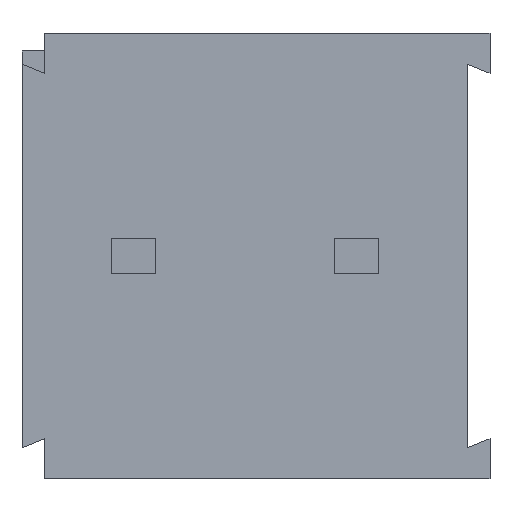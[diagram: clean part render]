
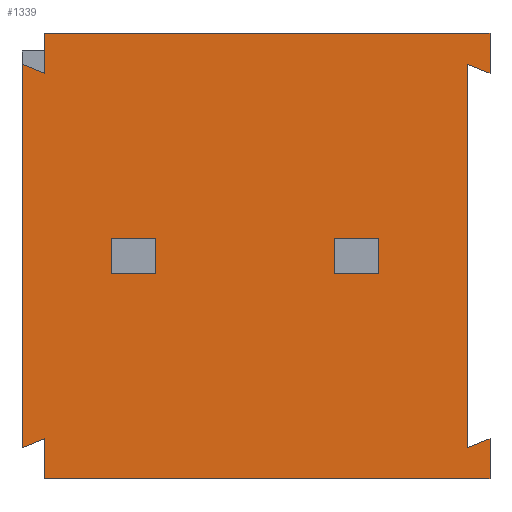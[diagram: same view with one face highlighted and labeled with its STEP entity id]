
A CAD part, front view. The second image highlights one B-rep face of the part: STEP entity #1339.
In plain terms, the highlighted planar face has unit normal (0, -1, 0).
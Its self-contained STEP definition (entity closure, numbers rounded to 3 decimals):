
#142=DIRECTION('',(0.,0.,-1.));
#143=VECTOR('',#142,8.6);
#144=CARTESIAN_POINT('',(-5.,-19.,-0.7));
#145=LINE('',#144,#143);
#310=DIRECTION('',(0.928,0.,0.371));
#311=VECTOR('',#310,0.539);
#312=CARTESIAN_POINT('',(-5.,-19.,-9.3));
#313=LINE('',#312,#311);
#314=DIRECTION('',(-0.928,0.,0.371));
#315=VECTOR('',#314,0.539);
#316=CARTESIAN_POINT('',(-4.5,-19.,-0.9));
#317=LINE('',#316,#315);
#318=DIRECTION('',(0.,0.,-1.));
#319=VECTOR('',#318,0.9);
#320=CARTESIAN_POINT('',(-4.5,-19.,0.));
#321=LINE('',#320,#319);
#322=DIRECTION('',(1.,0.,0.));
#323=VECTOR('',#322,10.);
#324=CARTESIAN_POINT('',(-4.5,-19.,0.));
#325=LINE('',#324,#323);
#326=DIRECTION('',(0.,0.,-1.));
#327=VECTOR('',#326,0.9);
#328=CARTESIAN_POINT('',(5.5,-19.,0.));
#329=LINE('',#328,#327);
#330=DIRECTION('',(-0.928,0.,0.371));
#331=VECTOR('',#330,0.539);
#332=CARTESIAN_POINT('',(5.5,-19.,-0.9));
#333=LINE('',#332,#331);
#334=DIRECTION('',(0.928,0.,0.371));
#335=VECTOR('',#334,0.539);
#336=CARTESIAN_POINT('',(5.,-19.,-9.3));
#337=LINE('',#336,#335);
#338=DIRECTION('',(0.,0.,-1.));
#339=VECTOR('',#338,0.9);
#340=CARTESIAN_POINT('',(5.5,-19.,-9.1));
#341=LINE('',#340,#339);
#342=DIRECTION('',(-1.,0.,0.));
#343=VECTOR('',#342,10.);
#344=CARTESIAN_POINT('',(5.5,-19.,-10.));
#345=LINE('',#344,#343);
#346=DIRECTION('',(0.,0.,1.));
#347=VECTOR('',#346,0.9);
#348=CARTESIAN_POINT('',(-4.5,-19.,-10.));
#349=LINE('',#348,#347);
#350=DIRECTION('',(-1.,0.,0.));
#351=VECTOR('',#350,1.);
#352=CARTESIAN_POINT('',(3.,-19.,-5.4));
#353=LINE('',#352,#351);
#354=DIRECTION('',(0.,0.,1.));
#355=VECTOR('',#354,0.8);
#356=CARTESIAN_POINT('',(3.,-19.,-5.4));
#357=LINE('',#356,#355);
#358=DIRECTION('',(-1.,0.,0.));
#359=VECTOR('',#358,1.);
#360=CARTESIAN_POINT('',(3.,-19.,-4.6));
#361=LINE('',#360,#359);
#362=DIRECTION('',(0.,0.,1.));
#363=VECTOR('',#362,0.8);
#364=CARTESIAN_POINT('',(2.,-19.,-5.4));
#365=LINE('',#364,#363);
#366=DIRECTION('',(-1.,0.,0.));
#367=VECTOR('',#366,1.);
#368=CARTESIAN_POINT('',(-2.,-19.,-5.4));
#369=LINE('',#368,#367);
#370=DIRECTION('',(0.,0.,1.));
#371=VECTOR('',#370,0.8);
#372=CARTESIAN_POINT('',(-2.,-19.,-5.4));
#373=LINE('',#372,#371);
#374=DIRECTION('',(-1.,0.,0.));
#375=VECTOR('',#374,1.);
#376=CARTESIAN_POINT('',(-2.,-19.,-4.6));
#377=LINE('',#376,#375);
#378=DIRECTION('',(0.,0.,1.));
#379=VECTOR('',#378,0.8);
#380=CARTESIAN_POINT('',(-3.,-19.,-5.4));
#381=LINE('',#380,#379);
#526=DIRECTION('',(0.,0.,-1.));
#527=VECTOR('',#526,8.6);
#528=CARTESIAN_POINT('',(5.,-19.,-0.7));
#529=LINE('',#528,#527);
#926=CARTESIAN_POINT('',(5.5,-19.,0.));
#927=CARTESIAN_POINT('',(5.5,-19.,-0.9));
#928=VERTEX_POINT('',#926);
#929=VERTEX_POINT('',#927);
#932=CARTESIAN_POINT('',(5.,-19.,-0.7));
#933=VERTEX_POINT('',#932);
#938=CARTESIAN_POINT('',(5.5,-19.,-9.1));
#939=CARTESIAN_POINT('',(5.5,-19.,-10.));
#940=VERTEX_POINT('',#938);
#941=VERTEX_POINT('',#939);
#944=CARTESIAN_POINT('',(5.,-19.,-9.3));
#945=VERTEX_POINT('',#944);
#947=CARTESIAN_POINT('',(-4.5,-19.,-9.1));
#949=VERTEX_POINT('',#947);
#956=CARTESIAN_POINT('',(-4.5,-19.,-0.9));
#957=VERTEX_POINT('',#956);
#966=CARTESIAN_POINT('',(3.,-19.,-5.4));
#967=VERTEX_POINT('',#966);
#968=CARTESIAN_POINT('',(2.,-19.,-5.4));
#969=VERTEX_POINT('',#968);
#970=CARTESIAN_POINT('',(3.,-19.,-4.6));
#971=VERTEX_POINT('',#970);
#972=CARTESIAN_POINT('',(2.,-19.,-4.6));
#973=VERTEX_POINT('',#972);
#982=CARTESIAN_POINT('',(-2.,-19.,-5.4));
#983=VERTEX_POINT('',#982);
#984=CARTESIAN_POINT('',(-3.,-19.,-5.4));
#985=VERTEX_POINT('',#984);
#986=CARTESIAN_POINT('',(-2.,-19.,-4.6));
#987=VERTEX_POINT('',#986);
#988=CARTESIAN_POINT('',(-3.,-19.,-4.6));
#989=VERTEX_POINT('',#988);
#994=CARTESIAN_POINT('',(-5.,-19.,-9.3));
#996=VERTEX_POINT('',#994);
#998=CARTESIAN_POINT('',(-5.,-19.,-0.7));
#999=VERTEX_POINT('',#998);
#1000=CARTESIAN_POINT('',(-4.5,-19.,-10.));
#1002=VERTEX_POINT('',#1000);
#1006=CARTESIAN_POINT('',(-4.5,-19.,0.));
#1007=VERTEX_POINT('',#1006);
#1292=CARTESIAN_POINT('',(-5.,-19.,0.));
#1293=DIRECTION('',(0.,-1.,0.));
#1294=DIRECTION('',(0.,0.,-1.));
#1295=AXIS2_PLACEMENT_3D('',#1292,#1293,#1294);
#1296=PLANE('',#1295);
#1297=ORIENTED_EDGE('',*,*,#1273,.F.);
#1298=ORIENTED_EDGE('',*,*,#1017,.F.);
#1300=ORIENTED_EDGE('',*,*,#1299,.F.);
#1301=ORIENTED_EDGE('',*,*,#1059,.F.);
#1303=ORIENTED_EDGE('',*,*,#1302,.T.);
#1305=ORIENTED_EDGE('',*,*,#1304,.T.);
#1307=ORIENTED_EDGE('',*,*,#1306,.T.);
#1309=ORIENTED_EDGE('',*,*,#1308,.T.);
#1311=ORIENTED_EDGE('',*,*,#1310,.T.);
#1313=ORIENTED_EDGE('',*,*,#1312,.T.);
#1315=ORIENTED_EDGE('',*,*,#1314,.T.);
#1316=ORIENTED_EDGE('',*,*,#1284,.T.);
#1317=EDGE_LOOP('',(#1297,#1298,#1300,#1301,#1303,#1305,#1307,#1309,#1311,#1313,
#1315,#1316));
#1318=FACE_OUTER_BOUND('',#1317,.F.);
#1320=ORIENTED_EDGE('',*,*,#1319,.F.);
#1322=ORIENTED_EDGE('',*,*,#1321,.T.);
#1324=ORIENTED_EDGE('',*,*,#1323,.T.);
#1326=ORIENTED_EDGE('',*,*,#1325,.F.);
#1327=EDGE_LOOP('',(#1320,#1322,#1324,#1326));
#1328=FACE_BOUND('',#1327,.F.);
#1330=ORIENTED_EDGE('',*,*,#1329,.F.);
#1332=ORIENTED_EDGE('',*,*,#1331,.T.);
#1334=ORIENTED_EDGE('',*,*,#1333,.T.);
#1336=ORIENTED_EDGE('',*,*,#1335,.F.);
#1337=EDGE_LOOP('',(#1330,#1332,#1334,#1336));
#1338=FACE_BOUND('',#1337,.F.);
#1017=EDGE_CURVE('',#999,#996,#145,.T.);
#1059=EDGE_CURVE('',#1007,#957,#321,.T.);
#1273=EDGE_CURVE('',#996,#949,#313,.T.);
#1284=EDGE_CURVE('',#1002,#949,#349,.T.);
#1299=EDGE_CURVE('',#957,#999,#317,.T.);
#1302=EDGE_CURVE('',#1007,#928,#325,.T.);
#1304=EDGE_CURVE('',#928,#929,#329,.T.);
#1306=EDGE_CURVE('',#929,#933,#333,.T.);
#1308=EDGE_CURVE('',#933,#945,#529,.T.);
#1310=EDGE_CURVE('',#945,#940,#337,.T.);
#1312=EDGE_CURVE('',#940,#941,#341,.T.);
#1314=EDGE_CURVE('',#941,#1002,#345,.T.);
#1319=EDGE_CURVE('',#967,#969,#353,.T.);
#1321=EDGE_CURVE('',#967,#971,#357,.T.);
#1323=EDGE_CURVE('',#971,#973,#361,.T.);
#1325=EDGE_CURVE('',#969,#973,#365,.T.);
#1329=EDGE_CURVE('',#983,#985,#369,.T.);
#1331=EDGE_CURVE('',#983,#987,#373,.T.);
#1333=EDGE_CURVE('',#987,#989,#377,.T.);
#1335=EDGE_CURVE('',#985,#989,#381,.T.);
#1339=ADVANCED_FACE('',(#1318,#1328,#1338),#1296,.T.);
